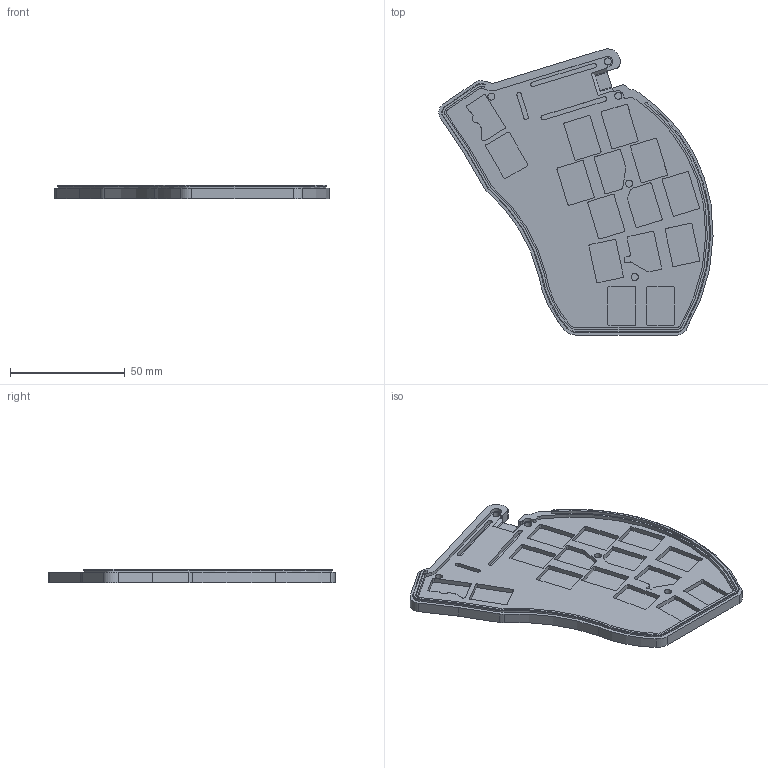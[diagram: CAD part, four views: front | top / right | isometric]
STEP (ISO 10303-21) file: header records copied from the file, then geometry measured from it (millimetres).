
FILE_DESCRIPTION(('FreeCAD Model'),'2;1');
FILE_NAME('Open CASCADE Shape Model','2025-06-09T07:12:52',(''),(''), 'Open CASCADE STEP processor 7.8','FreeCAD','Unknown');
FILE_SCHEMA(('AUTOMOTIVE_DESIGN { 1 0 10303 214 1 1 1 1 }'));
Length unit declared in the file: millimetre
Products named in the file (1): right bottom
Bounding box: 119.73 x 124.95 x 5.85 mm (x, y, z)
Volume: 24383.2 mm3; surface area: 25039.7 mm2
Topology: 1 solids, 1 shells, 325 faces, 869 edges, 575 vertices
Faces by surface type: plane 150, cylinder 147, revolution 16, extrusion 8, torus 4
Full cylindrical faces by diameter (mm): 3.1 x5, 8.5 x5
Entity records: 10691 total; most frequent: CARTESIAN_POINT 2142, DIRECTION 1888, ORIENTED_EDGE 1738, EDGE_CURVE 869, AXIS2_PLACEMENT_3D 686, VERTEX_POINT 575, VECTOR 500, LINE 492
